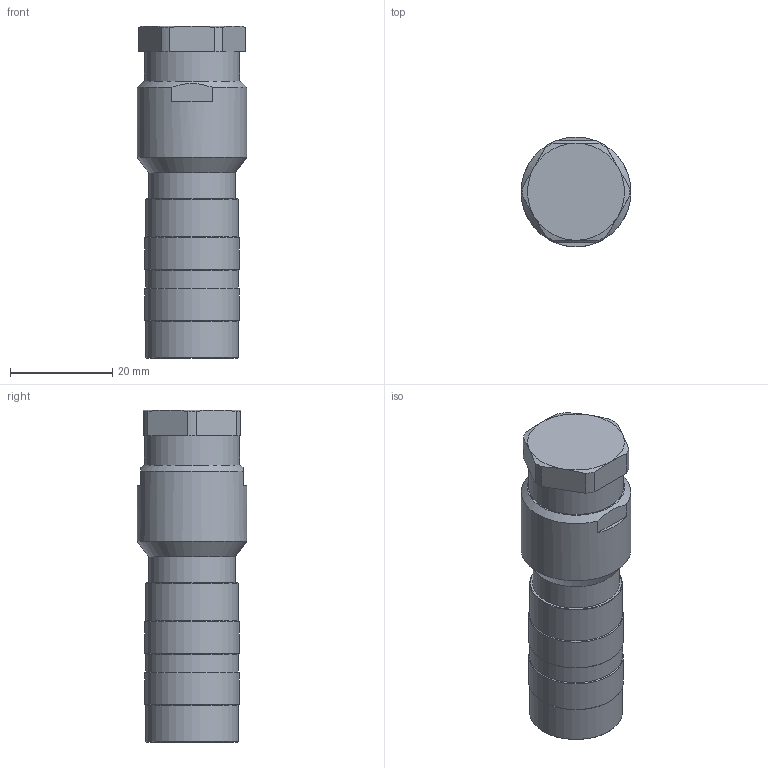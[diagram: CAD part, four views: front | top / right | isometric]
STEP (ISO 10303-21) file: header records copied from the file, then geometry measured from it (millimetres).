
FILE_DESCRIPTION(/* description */ (''),/* implementation_level */ '2;1');
FILE_NAME(/* name */ '99-5872-15-08_bg.stp',/* time_stamp */ '2010-01-19T14:10:06+01:00',/* author */ (''),/* organization */ (''),/* preprocessor_version */ 'ST-DEVELOPER v11',/* originating_system */ 'UGS - NX 5.0',/* authorisation */ '');
FILE_SCHEMA (('CONFIG_CONTROL_DESIGN'));
Length unit declared in the file: millimetre
Products named in the file (1): kbor8D49hhsi
Bounding box: 21.5 x 21.5 x 65 mm (x, y, z)
Volume: 17839.2 mm3; surface area: 5805.2 mm2
Topology: 1 solids, 1 shells, 135 faces, 330 edges, 214 vertices
Faces by surface type: plane 82, cylinder 38, cone 15
Full cylindrical faces by diameter (mm): 2.2 x8, 2.25 x1, 15.188 x1, 15.25 x1, 17 x1, 18.15 x3, 18.5 x2, 18.6 x1, 21.5 x1
Entity records: 3882 total; most frequent: CARTESIAN_POINT 772, DIRECTION 630, ORIENTED_EDGE 582, EDGE_CURVE 291, AXIS2_PLACEMENT_3D 237, VERTEX_POINT 203, EDGE_LOOP 180, LINE 156
